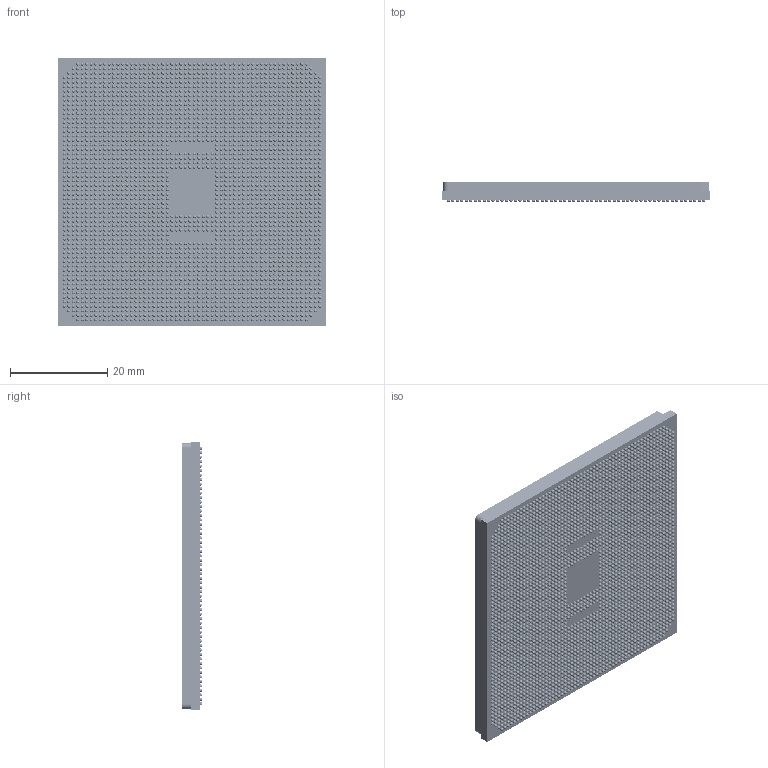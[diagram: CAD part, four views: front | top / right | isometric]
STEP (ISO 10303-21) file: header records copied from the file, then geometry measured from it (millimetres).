
FILE_DESCRIPTION((''),'2;1');
FILE_NAME('00-OBG0308_VP1502_ASSY_ASM','2021-04-07T',('Administrator'),(''),'PRO/ENGINEER BY PARAMETRIC TECHNOLOGY CORPORATION, 2017170','PRO/ENGINEER BY PARAMETRIC TECHNOLOGY CORPORATION, 2017170','');
FILE_SCHEMA(('CONFIG_CONTROL_DESIGN'));
Length unit declared in the file: millimetre
Products named in the file (8): SUBSTRATE; STIFFENER; ADHESIVE; DIE; BGA-2; BGA; BGA_ASSY_ASM; 00-OBG0308_VP1502_ASSY_ASM
Assembly tree (3205 placements, depth 3):
  00-OBG0308_VP1502_ASSY_ASM
    SUBSTRATE
    STIFFENER
    ADHESIVE
    DIE
    BGA_ASSY_ASM
      BGA-2  x1600
      BGA  x1600
Bounding box: 55 x 4.2 x 55 mm (x, y, z)
Volume: 8449.6 mm3; surface area: 17006.2 mm2
Topology: 3204 solids, 3204 shells, 6464 faces, 19356 edges, 6500 vertices
Faces by surface type: sphere 6400, plane 38, cylinder 22, bspline 4
Entity records: 40800 total; most frequent: DIRECTION 13154, CARTESIAN_POINT 7049, AXIS2_PLACEMENT_3D 6525, PRODUCT_DEFINITION_SHAPE 3213, ITEM_DEFINED_TRANSFORMATION 3205, CONTEXT_DEPENDENT_SHAPE_REPRESENTATION 3205, NEXT_ASSEMBLY_USAGE_OCCURRENCE 3205, ORIENTED_EDGE 312
